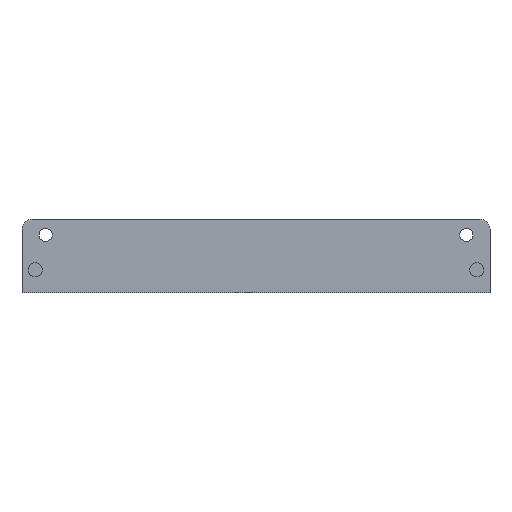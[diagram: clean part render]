
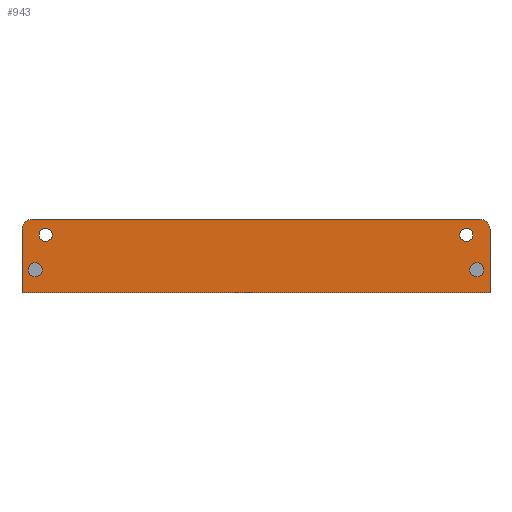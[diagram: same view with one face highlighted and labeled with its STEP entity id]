
A CAD part, top view. The second image highlights one B-rep face of the part: STEP entity #943.
In plain terms, the highlighted planar face has unit normal (0, 0, 1).
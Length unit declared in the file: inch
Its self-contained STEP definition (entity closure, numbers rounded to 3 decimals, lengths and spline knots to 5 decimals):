
#1 = CARTESIAN_POINT ( 'NONE',  ( 5., 0.5, 0. ) ) ;
#27 = EDGE_CURVE ( 'NONE', #528, #559, #910, .T. ) ;
#29 = CARTESIAN_POINT ( 'NONE',  ( -5.25, -0.328, 0. ) ) ;
#33 = VECTOR ( 'NONE', #376, 39.37008 ) ;
#34 = AXIS2_PLACEMENT_3D ( 'NONE', #749, #293, #382 ) ;
#49 = EDGE_CURVE ( 'NONE', #222, #182, #842, .T. ) ;
#62 = EDGE_CURVE ( 'NONE', #661, #661, #932, .T. ) ;
#65 = DIRECTION ( 'NONE',  ( 1., 0., 0. ) ) ;
#68 = ORIENTED_EDGE ( 'NONE', *, *, #907, .T. ) ;
#74 = EDGE_CURVE ( 'NONE', #945, #222, #1072, .T. ) ;
#81 = ORIENTED_EDGE ( 'NONE', *, *, #284, .F. ) ;
#109 = ORIENTED_EDGE ( 'NONE', *, *, #150, .F. ) ;
#124 = DIRECTION ( 'NONE',  ( 0., 0., -1. ) ) ;
#150 = EDGE_CURVE ( 'NONE', #559, #945, #525, .T. ) ;
#156 = DIRECTION ( 'NONE',  ( 1., 0., 0. ) ) ;
#166 = PLANE ( 'NONE',  #275 ) ;
#182 = VERTEX_POINT ( 'NONE', #498 ) ;
#186 = CIRCLE ( 'NONE', #896, 0.156 ) ;
#187 = CARTESIAN_POINT ( 'NONE',  ( 5.3125, 0.875, 0. ) ) ;
#202 = ORIENTED_EDGE ( 'NONE', *, *, #74, .F. ) ;
#208 = DIRECTION ( 'NONE',  ( 0., 0., -1. ) ) ;
#211 = ORIENTED_EDGE ( 'NONE', *, *, #62, .T. ) ;
#222 = VERTEX_POINT ( 'NONE', #404 ) ;
#233 = CARTESIAN_POINT ( 'NONE',  ( -4.844, 0.5, 0. ) ) ;
#235 = DIRECTION ( 'NONE',  ( 0., 0., -1. ) ) ;
#256 = CIRCLE ( 'NONE', #1025, 0.25 ) ;
#275 = AXIS2_PLACEMENT_3D ( 'NONE', #306, #867, #664 ) ;
#280 = EDGE_LOOP ( 'NONE', ( #202, #109, #464, #969, #81, #995 ) ) ;
#284 = EDGE_CURVE ( 'NONE', #182, #678, #697, .T. ) ;
#293 = DIRECTION ( 'NONE',  ( 0., 0., -1. ) ) ;
#301 = CARTESIAN_POINT ( 'NONE',  ( 5.5625, 0., 0. ) ) ;
#306 = CARTESIAN_POINT ( 'NONE',  ( 0., 0., 0. ) ) ;
#311 = EDGE_LOOP ( 'NONE', ( #1019 ) ) ;
#319 = EDGE_CURVE ( 'NONE', #489, #489, #360, .T. ) ;
#322 = FACE_BOUND ( 'NONE', #895, .T. ) ;
#324 = ORIENTED_EDGE ( 'NONE', *, *, #405, .T. ) ;
#360 = CIRCLE ( 'NONE', #34, 0.125 ) ;
#363 = CARTESIAN_POINT ( 'NONE',  ( -5.3125, 0.875, 0. ) ) ;
#376 = DIRECTION ( 'NONE',  ( 0., -1., 0. ) ) ;
#382 = DIRECTION ( 'NONE',  ( 1., 0., 0. ) ) ;
#385 = CARTESIAN_POINT ( 'NONE',  ( 0., -0.875, 0. ) ) ;
#404 = CARTESIAN_POINT ( 'NONE',  ( 5.5625, -0.875, 0. ) ) ;
#405 = EDGE_CURVE ( 'NONE', #505, #505, #186, .T. ) ;
#411 = CARTESIAN_POINT ( 'NONE',  ( 5.5625, 0.625, 0. ) ) ;
#441 = CARTESIAN_POINT ( 'NONE',  ( -5.5625, 0., 0. ) ) ;
#450 = VECTOR ( 'NONE', #794, 39.37008 ) ;
#464 = ORIENTED_EDGE ( 'NONE', *, *, #27, .F. ) ;
#477 = CARTESIAN_POINT ( 'NONE',  ( 0., 0.875, 0. ) ) ;
#487 = FACE_BOUND ( 'NONE', #1053, .T. ) ;
#489 = VERTEX_POINT ( 'NONE', #944 ) ;
#498 = CARTESIAN_POINT ( 'NONE',  ( -5.5625, -0.875, 0. ) ) ;
#505 = VERTEX_POINT ( 'NONE', #592 ) ;
#506 = VECTOR ( 'NONE', #919, 39.37008 ) ;
#525 = CIRCLE ( 'NONE', #672, 0.25 ) ;
#528 = VERTEX_POINT ( 'NONE', #363 ) ;
#559 = VERTEX_POINT ( 'NONE', #187 ) ;
#592 = CARTESIAN_POINT ( 'NONE',  ( 5.156, 0.5, 0. ) ) ;
#633 = CARTESIAN_POINT ( 'NONE',  ( 5.3125, 0.625, 0. ) ) ;
#646 = DIRECTION ( 'NONE',  ( 1., 0., 0. ) ) ;
#661 = VERTEX_POINT ( 'NONE', #233 ) ;
#664 = DIRECTION ( 'NONE',  ( 1., 0., 0. ) ) ;
#672 = AXIS2_PLACEMENT_3D ( 'NONE', #633, #208, #646 ) ;
#678 = VERTEX_POINT ( 'NONE', #844 ) ;
#697 = LINE ( 'NONE', #441, #450 ) ;
#726 = DIRECTION ( 'NONE',  ( 1., 0., 0. ) ) ;
#734 = CIRCLE ( 'NONE', #916, 0.125 ) ;
#738 = DIRECTION ( 'NONE',  ( -1., 0., 0. ) ) ;
#742 = EDGE_CURVE ( 'NONE', #678, #528, #256, .T. ) ;
#749 = CARTESIAN_POINT ( 'NONE',  ( 5.25, -0.328, 0. ) ) ;
#794 = DIRECTION ( 'NONE',  ( 0., 1., 0. ) ) ;
#838 = CARTESIAN_POINT ( 'NONE',  ( -5., 0.5, 0. ) ) ;
#842 = LINE ( 'NONE', #385, #1067 ) ;
#844 = CARTESIAN_POINT ( 'NONE',  ( -5.5625, 0.625, 0. ) ) ;
#847 = FACE_OUTER_BOUND ( 'NONE', #280, .T. ) ;
#862 = DIRECTION ( 'NONE',  ( 1., 0., 0. ) ) ;
#866 = VERTEX_POINT ( 'NONE', #1010 ) ;
#867 = DIRECTION ( 'NONE',  ( 0., 0., 1. ) ) ;
#889 = EDGE_LOOP ( 'NONE', ( #68 ) ) ;
#895 = EDGE_LOOP ( 'NONE', ( #324 ) ) ;
#896 = AXIS2_PLACEMENT_3D ( 'NONE', #1, #235, #862 ) ;
#907 = EDGE_CURVE ( 'NONE', #866, #866, #734, .T. ) ;
#910 = LINE ( 'NONE', #477, #506 ) ;
#916 = AXIS2_PLACEMENT_3D ( 'NONE', #29, #124, #726 ) ;
#919 = DIRECTION ( 'NONE',  ( 1., 0., 0. ) ) ;
#932 = CIRCLE ( 'NONE', #1002, 0.156 ) ;
#933 = CARTESIAN_POINT ( 'NONE',  ( -5.3125, 0.625, 0. ) ) ;
#943 = ADVANCED_FACE ( 'NONE', ( #1032, #1084, #322, #487, #847 ), #166, .T. ) ;
#944 = CARTESIAN_POINT ( 'NONE',  ( 5.375, -0.328, 0. ) ) ;
#945 = VERTEX_POINT ( 'NONE', #411 ) ;
#969 = ORIENTED_EDGE ( 'NONE', *, *, #742, .F. ) ;
#995 = ORIENTED_EDGE ( 'NONE', *, *, #49, .F. ) ;
#1002 = AXIS2_PLACEMENT_3D ( 'NONE', #838, #1009, #65 ) ;
#1006 = DIRECTION ( 'NONE',  ( 0., 0., -1. ) ) ;
#1009 = DIRECTION ( 'NONE',  ( 0., 0., -1. ) ) ;
#1010 = CARTESIAN_POINT ( 'NONE',  ( -5.125, -0.328, 0. ) ) ;
#1019 = ORIENTED_EDGE ( 'NONE', *, *, #319, .T. ) ;
#1025 = AXIS2_PLACEMENT_3D ( 'NONE', #933, #1006, #156 ) ;
#1032 = FACE_BOUND ( 'NONE', #311, .T. ) ;
#1053 = EDGE_LOOP ( 'NONE', ( #211 ) ) ;
#1067 = VECTOR ( 'NONE', #738, 39.37008 ) ;
#1072 = LINE ( 'NONE', #301, #33 ) ;
#1084 = FACE_BOUND ( 'NONE', #889, .T. ) ;
